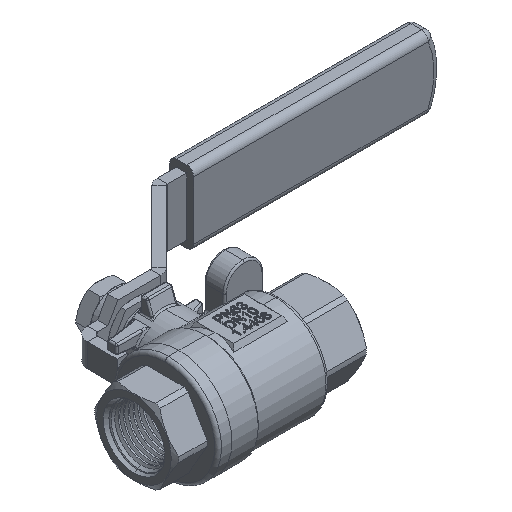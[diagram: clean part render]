
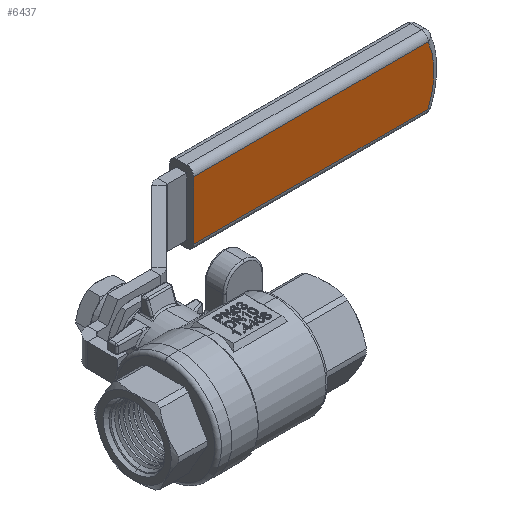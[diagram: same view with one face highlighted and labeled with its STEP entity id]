
A CAD part, isometric view. The second image highlights one B-rep face of the part: STEP entity #6437.
In plain terms, the highlighted planar face has unit normal (0, -1, 0).
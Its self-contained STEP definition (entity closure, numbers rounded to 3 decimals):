
#6166 = VERTEX_POINT ( 'NONE', #14108 ) ;
#6168 = EDGE_CURVE ( 'NONE', #6166, #6169, #14107, .T. ) ;
#6169 = VERTEX_POINT ( 'NONE', #14180 ) ;
#6437 = ADVANCED_FACE ( 'NONE', ( #12827 ), #12826, .F. ) ;
#6438 = EDGE_LOOP ( 'NONE', ( #6439, #6611, #6614, #6617 ) ) ;
#6439 = ORIENTED_EDGE ( 'NONE', *, *, #6168, .F. ) ;
#6611 = ORIENTED_EDGE ( 'NONE', *, *, #6612, .T. ) ;
#6612 = EDGE_CURVE ( 'NONE', #6166, #6613, #13229, .T. ) ;
#6613 = VERTEX_POINT ( 'NONE', #13225 ) ;
#6614 = ORIENTED_EDGE ( 'NONE', *, *, #6615, .T. ) ;
#6615 = EDGE_CURVE ( 'NONE', #6613, #6616, #13224, .T. ) ;
#6616 = VERTEX_POINT ( 'NONE', #13219 ) ;
#6617 = ORIENTED_EDGE ( 'NONE', *, *, #6618, .T. ) ;
#6618 = EDGE_CURVE ( 'NONE', #6616, #6169, #13218, .T. ) ;
#12825 = CARTESIAN_POINT ( 'NONE',  ( 86., 48.5, 0. ) ) ;
#12826 = PLANE ( 'NONE',  #12883 ) ;
#12827 = FACE_OUTER_BOUND ( 'NONE', #6438, .T. ) ;
#12881 = DIRECTION ( 'NONE',  ( 0., 0., 1. ) ) ;
#12882 = DIRECTION ( 'NONE',  ( 0., 1., 0. ) ) ;
#12883 = AXIS2_PLACEMENT_3D ( 'NONE', #12825, #12882, #12881 ) ;
#13215 = DIRECTION ( 'NONE',  ( -1., 0., 0. ) ) ;
#13216 = VECTOR ( 'NONE', #13215, 1000. ) ;
#13217 = CARTESIAN_POINT ( 'NONE',  ( 86., 48.5, 8.5 ) ) ;
#13218 = LINE ( 'NONE', #13217, #13216 ) ;
#13219 = CARTESIAN_POINT ( 'NONE',  ( 106.292, 48.5, 8.5 ) ) ;
#13220 = DIRECTION ( 'NONE',  ( 0., 0., 1. ) ) ;
#13221 = DIRECTION ( 'NONE',  ( 0., -1., 0. ) ) ;
#13222 = CARTESIAN_POINT ( 'NONE',  ( 86., 48.5, 0. ) ) ;
#13223 = AXIS2_PLACEMENT_3D ( 'NONE', #13222, #13221, #13220 ) ;
#13224 = CIRCLE ( 'NONE', #13223, 22. ) ;
#13225 = CARTESIAN_POINT ( 'NONE',  ( 106.292, 48.5, -8.5 ) ) ;
#13226 = DIRECTION ( 'NONE',  ( 1., 0., 0. ) ) ;
#13227 = VECTOR ( 'NONE', #13226, 1000. ) ;
#13228 = CARTESIAN_POINT ( 'NONE',  ( 86., 48.5, -8.5 ) ) ;
#13229 = LINE ( 'NONE', #13228, #13227 ) ;
#14107 = LINE ( 'NONE', #14183, #14182 ) ;
#14108 = CARTESIAN_POINT ( 'NONE',  ( 38., 48.5, -8.5 ) ) ;
#14180 = CARTESIAN_POINT ( 'NONE',  ( 38., 48.5, 8.5 ) ) ;
#14181 = DIRECTION ( 'NONE',  ( 0., 0., 1. ) ) ;
#14182 = VECTOR ( 'NONE', #14181, 1000. ) ;
#14183 = CARTESIAN_POINT ( 'NONE',  ( 38., 48.5, 10.5 ) ) ;
